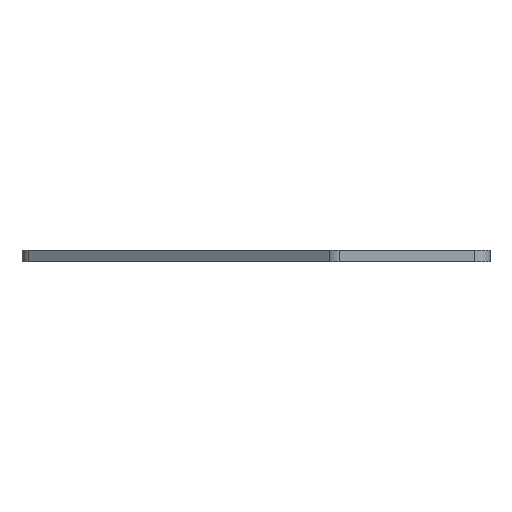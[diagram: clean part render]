
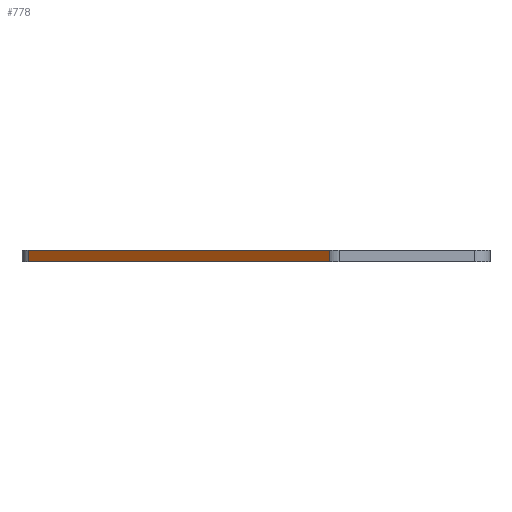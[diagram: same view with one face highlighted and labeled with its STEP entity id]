
A CAD part, left-side view. The second image highlights one B-rep face of the part: STEP entity #778.
In plain terms, the highlighted planar face has unit normal (-0.8, 0.6, 0).
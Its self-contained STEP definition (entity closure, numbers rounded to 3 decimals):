
#12 = LINE ( 'NONE', #649, #849 ) ;
#27 = EDGE_CURVE ( 'NONE', #803, #625, #149, .T. ) ;
#32 = CARTESIAN_POINT ( 'NONE',  ( -21.2, 118.4, 0. ) ) ;
#39 = EDGE_CURVE ( 'NONE', #776, #803, #145, .T. ) ;
#59 = VECTOR ( 'NONE', #78, 1000. ) ;
#63 = LINE ( 'NONE', #100, #59 ) ;
#78 = DIRECTION ( 'NONE',  ( -0.6, -0.8, 0. ) ) ;
#100 = CARTESIAN_POINT ( 'NONE',  ( -21.2, 118.4, 3. ) ) ;
#101 = DIRECTION ( 'NONE',  ( 0.6, 0.8, 0. ) ) ;
#108 = DIRECTION ( 'NONE',  ( 0.8, -0.6, 0. ) ) ;
#121 = PLANE ( 'NONE',  #756 ) ;
#129 = VECTOR ( 'NONE', #374, 1000. ) ;
#141 = VECTOR ( 'NONE', #527, 1000. ) ;
#144 = CARTESIAN_POINT ( 'NONE',  ( -21.2, 118.4, 3. ) ) ;
#145 = LINE ( 'NONE', #524, #129 ) ;
#149 = LINE ( 'NONE', #440, #141 ) ;
#150 = EDGE_CURVE ( 'NONE', #776, #515, #63, .T. ) ;
#164 = CARTESIAN_POINT ( 'NONE',  ( -21.2, 118.4, 3. ) ) ;
#222 = ORIENTED_EDGE ( 'NONE', *, *, #39, .T. ) ;
#272 = CARTESIAN_POINT ( 'NONE',  ( -79.2, 41.067, 0. ) ) ;
#274 = EDGE_CURVE ( 'NONE', #515, #625, #12, .T. ) ;
#357 = EDGE_LOOP ( 'NONE', ( #674, #810, #377, #222 ) ) ;
#374 = DIRECTION ( 'NONE',  ( 0., 0., -1. ) ) ;
#377 = ORIENTED_EDGE ( 'NONE', *, *, #150, .F. ) ;
#393 = CARTESIAN_POINT ( 'NONE',  ( -79.2, 41.067, 3. ) ) ;
#440 = CARTESIAN_POINT ( 'NONE',  ( -21.2, 118.4, 0. ) ) ;
#515 = VERTEX_POINT ( 'NONE', #393 ) ;
#524 = CARTESIAN_POINT ( 'NONE',  ( -21.2, 118.4, 3. ) ) ;
#527 = DIRECTION ( 'NONE',  ( -0.6, -0.8, 0. ) ) ;
#625 = VERTEX_POINT ( 'NONE', #272 ) ;
#643 = DIRECTION ( 'NONE',  ( 0., 0., -1. ) ) ;
#649 = CARTESIAN_POINT ( 'NONE',  ( -79.2, 41.067, 3. ) ) ;
#674 = ORIENTED_EDGE ( 'NONE', *, *, #27, .T. ) ;
#705 = FACE_OUTER_BOUND ( 'NONE', #357, .T. ) ;
#756 = AXIS2_PLACEMENT_3D ( 'NONE', #144, #108, #101 ) ;
#776 = VERTEX_POINT ( 'NONE', #164 ) ;
#778 = ADVANCED_FACE ( 'NONE', ( #705 ), #121, .F. ) ;
#803 = VERTEX_POINT ( 'NONE', #32 ) ;
#810 = ORIENTED_EDGE ( 'NONE', *, *, #274, .F. ) ;
#849 = VECTOR ( 'NONE', #643, 1000. ) ;
